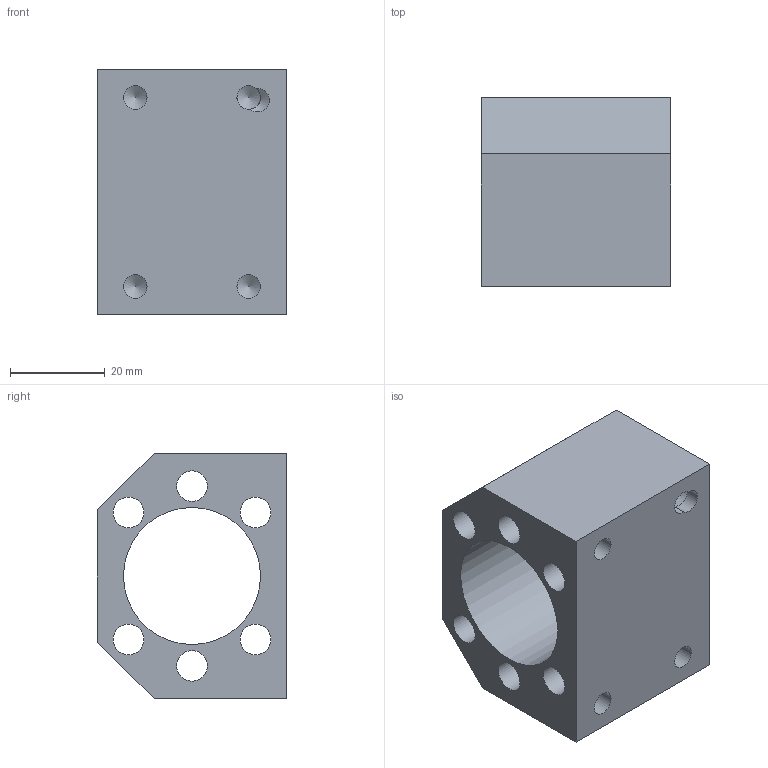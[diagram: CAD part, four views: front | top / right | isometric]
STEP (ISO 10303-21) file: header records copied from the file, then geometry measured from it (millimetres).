
FILE_DESCRIPTION(/* description */ (''),/* implementation_level */ '2;1');
FILE_NAME(/* name */ 'SFU16nutHolder.step',/* time_stamp */ '2024-03-10T16:56:52Z',/* author */ (''),/* organization */ (''),/* preprocessor_version */ 'ST-DEVELOPER v20',/* originating_system */ 'Autodesk Translation Framework v12.20.1.177',/* authorisation */ '');
FILE_SCHEMA (('AUTOMOTIVE_DESIGN { 1 0 10303 214 3 1 1 }'));
Length unit declared in the file: millimetre
Products named in the file (1): nutHolder
Bounding box: 40 x 40 x 52 mm (x, y, z)
Volume: 41962.8 mm3; surface area: 18335.2 mm2
Topology: 1 solids, 1 shells, 25 faces, 65 edges, 42 vertices
Faces by surface type: cylinder 12, plane 8, cone 5
Full cylindrical faces by diameter (mm): 5 x4, 6.5 x6, 29 x1
Entity records: 836 total; most frequent: CARTESIAN_POINT 147, DIRECTION 137, ORIENTED_EDGE 122, EDGE_CURVE 61, AXIS2_PLACEMENT_3D 51, EDGE_LOOP 43, VERTEX_POINT 42, LINE 35
